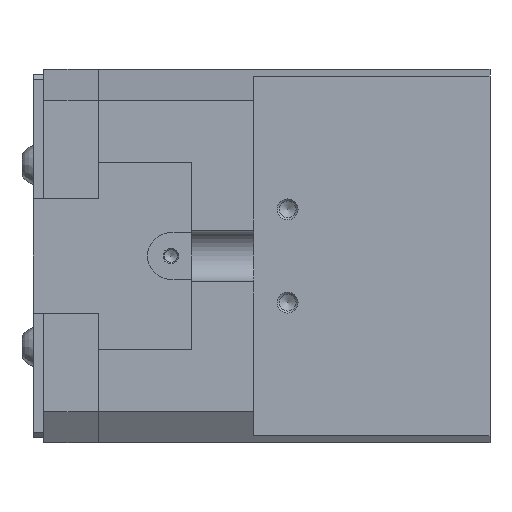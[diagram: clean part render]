
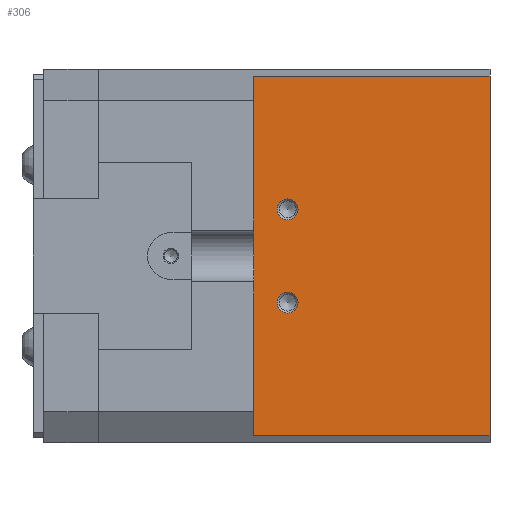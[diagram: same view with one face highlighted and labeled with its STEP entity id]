
A CAD part, left-side view. The second image highlights one B-rep face of the part: STEP entity #306.
In plain terms, the highlighted planar face has unit normal (-1, 0, 0).
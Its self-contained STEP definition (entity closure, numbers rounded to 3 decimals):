
#306 = ADVANCED_FACE( '', ( #803, #804, #805 ), #806, .T. );
#803 = FACE_BOUND( '', #1598, .T. );
#804 = FACE_OUTER_BOUND( '', #1599, .T. );
#805 = FACE_BOUND( '', #1600, .T. );
#806 = PLANE( '', #1601 );
#1598 = EDGE_LOOP( '', ( #2894 ) );
#1599 = EDGE_LOOP( '', ( #2895, #2896, #2897, #2898, #2899 ) );
#1600 = EDGE_LOOP( '', ( #2900 ) );
#1601 = AXIS2_PLACEMENT_3D( '', #2901, #2902, #2903 );
#2894 = ORIENTED_EDGE( '', *, *, #4390, .T. );
#2895 = ORIENTED_EDGE( '', *, *, #4346, .F. );
#2896 = ORIENTED_EDGE( '', *, *, #4389, .T. );
#2897 = ORIENTED_EDGE( '', *, *, #4391, .T. );
#2898 = ORIENTED_EDGE( '', *, *, #4392, .F. );
#2899 = ORIENTED_EDGE( '', *, *, #4138, .F. );
#2900 = ORIENTED_EDGE( '', *, *, #4393, .T. );
#2901 = CARTESIAN_POINT( '', ( -62.5, 0., 40. ) );
#2902 = DIRECTION( '', ( -1., 0., 0. ) );
#2903 = DIRECTION( '', ( 0., 0., 1. ) );
#4138 = EDGE_CURVE( '', #4808, #4810, #4811, .T. );
#4346 = EDGE_CURVE( '', #5164, #4808, #5166, .T. );
#4389 = EDGE_CURVE( '', #5164, #5236, #5238, .T. );
#4390 = EDGE_CURVE( '', #5239, #5239, #5240, .T. );
#4391 = EDGE_CURVE( '', #5236, #5241, #5242, .T. );
#4392 = EDGE_CURVE( '', #4810, #5241, #5243, .T. );
#4393 = EDGE_CURVE( '', #5244, #5244, #5245, .T. );
#4808 = VERTEX_POINT( '', #5957 );
#4810 = VERTEX_POINT( '', #5960 );
#4811 = LINE( '', #5961, #5962 );
#5164 = VERTEX_POINT( '', #6603 );
#5166 = LINE( '', #6606, #6607 );
#5236 = VERTEX_POINT( '', #6717 );
#5238 = LINE( '', #6719, #6720 );
#5239 = VERTEX_POINT( '', #6721 );
#5240 = CIRCLE( '', #6722, 2. );
#5241 = VERTEX_POINT( '', #6723 );
#5242 = LINE( '', #6724, #6725 );
#5243 = LINE( '', #6726, #6727 );
#5244 = VERTEX_POINT( '', #6728 );
#5245 = CIRCLE( '', #6729, 2. );
#5957 = CARTESIAN_POINT( '', ( -62.5, 0., 34.689 ) );
#5960 = CARTESIAN_POINT( '', ( -62.5, 0., -34.689 ) );
#5961 = CARTESIAN_POINT( '', ( -62.5, 0., 40. ) );
#5962 = VECTOR( '', #7572, 1000. );
#6603 = CARTESIAN_POINT( '', ( -62.5, 45.5, 34.689 ) );
#6606 = CARTESIAN_POINT( '', ( -62.5, 0., 34.689 ) );
#6607 = VECTOR( '', #7899, 1000. );
#6717 = CARTESIAN_POINT( '', ( -62.5, 45.5, 0. ) );
#6719 = CARTESIAN_POINT( '', ( -62.5, 45.5, 40. ) );
#6720 = VECTOR( '', #7946, 1000. );
#6721 = CARTESIAN_POINT( '', ( -62.5, 39., 7. ) );
#6722 = AXIS2_PLACEMENT_3D( '', #7947, #7948, #7949 );
#6723 = CARTESIAN_POINT( '', ( -62.5, 45.5, -34.689 ) );
#6724 = CARTESIAN_POINT( '', ( -62.5, 45.5, 40. ) );
#6725 = VECTOR( '', #7950, 1000. );
#6726 = CARTESIAN_POINT( '', ( -62.5, 0., -34.689 ) );
#6727 = VECTOR( '', #7951, 1000. );
#6728 = CARTESIAN_POINT( '', ( -62.5, 39., -11. ) );
#6729 = AXIS2_PLACEMENT_3D( '', #7952, #7953, #7954 );
#7572 = DIRECTION( '', ( 0., 0., -1. ) );
#7899 = DIRECTION( '', ( 0., -1., 0. ) );
#7946 = DIRECTION( '', ( 0., 0., -1. ) );
#7947 = CARTESIAN_POINT( '', ( -62.5, 39., 9. ) );
#7948 = DIRECTION( '', ( 1., 0., 0. ) );
#7949 = DIRECTION( '', ( 0., 0., -1. ) );
#7950 = DIRECTION( '', ( 0., 0., -1. ) );
#7951 = DIRECTION( '', ( 0., 1., 0. ) );
#7952 = CARTESIAN_POINT( '', ( -62.5, 39., -9. ) );
#7953 = DIRECTION( '', ( 1., 0., 0. ) );
#7954 = DIRECTION( '', ( 0., 0., -1. ) );
